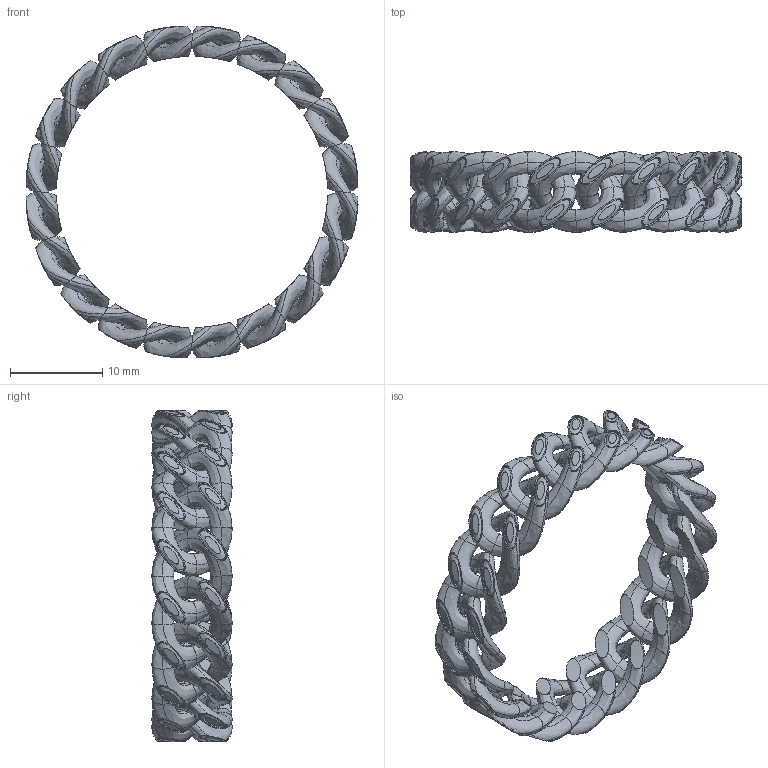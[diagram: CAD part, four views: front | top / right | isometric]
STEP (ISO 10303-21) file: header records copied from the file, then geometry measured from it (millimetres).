
FILE_DESCRIPTION(('FreeCAD Model'),'2;1');
FILE_NAME('Open CASCADE Shape Model','2025-04-27T21:18:29',('FreeCAD'),( 'FreeCAD'),'Open CASCADE STEP processor 7.6','FreeCAD','Unknown');
FILE_SCHEMA(('AUTOMOTIVE_DESIGN { 1 0 10303 214 1 1 1 1 }'));
Products named in the file (1): Open CASCADE STEP translator 7.6 1
Bounding box: 35.9 x 8.67 x 35.9 mm (x, y, z)
Volume: 1370.3 mm3; surface area: 3112.6 mm2
Topology: 20 solids, 20 shells, 800 faces, 1840 edges, 1120 vertices
Faces by surface type: bspline 800
Entity records: 93044 total; most frequent: CARTESIAN_POINT 81289, ORIENTED_EDGE 3680, EDGE_CURVE 1840, B_SPLINE_CURVE_WITH_KNOTS 1820, VERTEX_POINT 1120, FACE_BOUND 880, EDGE_LOOP 880, ADVANCED_FACE 800
